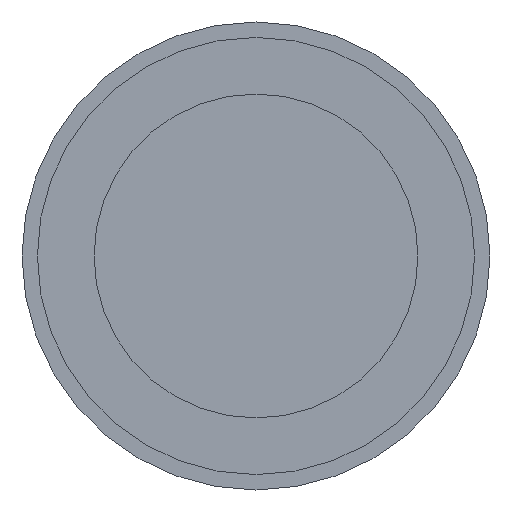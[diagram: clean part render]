
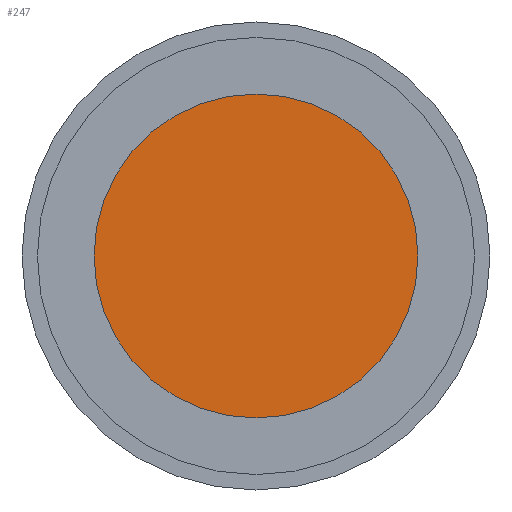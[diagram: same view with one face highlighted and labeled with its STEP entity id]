
A CAD part, left-side view. The second image highlights one B-rep face of the part: STEP entity #247.
In plain terms, the highlighted planar face has unit normal (-1, 0, 0).
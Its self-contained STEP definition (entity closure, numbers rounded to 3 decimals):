
#68=FACE_OUTER_BOUND('',#88,.T.);
#88=EDGE_LOOP('',(#177));
#110=CIRCLE('',#283,20.);
#122=VERTEX_POINT('',#400);
#142=EDGE_CURVE('',#122,#122,#110,.T.);
#177=ORIENTED_EDGE('',*,*,#142,.T.);
#234=PLANE('',#284);
#247=ADVANCED_FACE('',(#68),#234,.T.);
#283=AXIS2_PLACEMENT_3D('',#401,#320,#321);
#284=AXIS2_PLACEMENT_3D('',#403,#323,#324);
#320=DIRECTION('center_axis',(-1.,0.,0.));
#321=DIRECTION('ref_axis',(0.,0.,1.));
#323=DIRECTION('center_axis',(-1.,0.,0.));
#324=DIRECTION('ref_axis',(0.,0.,1.));
#400=CARTESIAN_POINT('',(-259.096,20.,0.));
#401=CARTESIAN_POINT('Origin',(-259.096,0.,0.));
#403=CARTESIAN_POINT('Origin',(-259.096,0.,0.));
